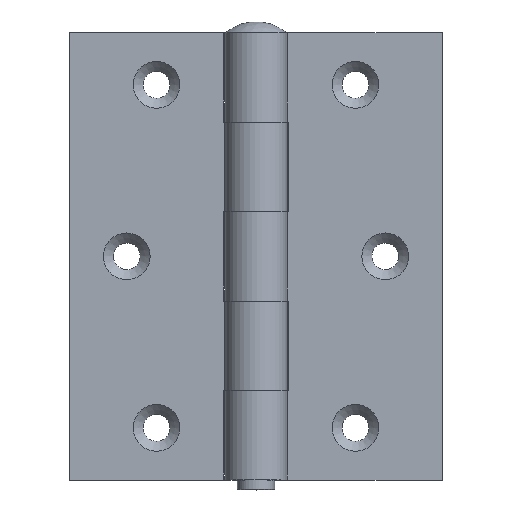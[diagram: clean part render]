
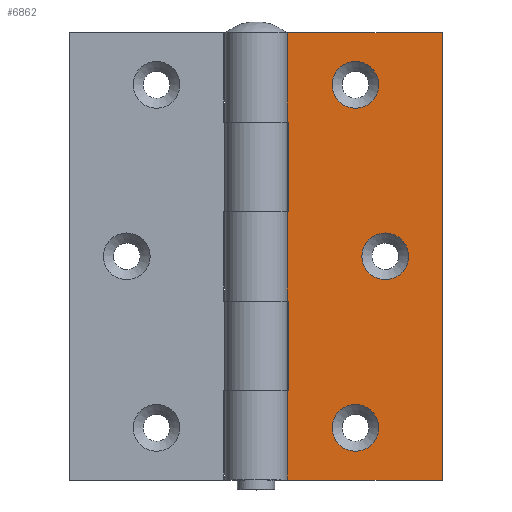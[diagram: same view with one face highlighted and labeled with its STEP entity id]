
A CAD part, top view. The second image highlights one B-rep face of the part: STEP entity #6862.
In plain terms, the highlighted planar face has unit normal (0, 0, 1).
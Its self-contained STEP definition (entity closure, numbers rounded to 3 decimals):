
#79 = DIRECTION ( 'NONE',  ( -1., 0., 0. ) ) ;
#165 = DIRECTION ( 'NONE',  ( 1., 0., 0. ) ) ;
#166 = EDGE_CURVE ( 'NONE', #7276, #7276, #7582, .T. ) ;
#262 = VECTOR ( 'NONE', #3747, 1000. ) ;
#459 = EDGE_CURVE ( 'NONE', #1449, #11245, #12050, .T. ) ;
#510 = CARTESIAN_POINT ( 'NONE',  ( -37.5, -9., -1.25 ) ) ;
#631 = CARTESIAN_POINT ( 'NONE',  ( -30.7, 0., -1.25 ) ) ;
#843 = VERTEX_POINT ( 'NONE', #9953 ) ;
#858 = VECTOR ( 'NONE', #1093, 1000. ) ;
#997 = VECTOR ( 'NONE', #5682, 1000. ) ;
#1024 = CARTESIAN_POINT ( 'NONE',  ( -6.124, 45., -1.25 ) ) ;
#1093 = DIRECTION ( 'NONE',  ( 1., 0., 0. ) ) ;
#1105 = VERTEX_POINT ( 'NONE', #4892 ) ;
#1108 = EDGE_CURVE ( 'NONE', #5659, #1105, #4376, .T. ) ;
#1189 = CARTESIAN_POINT ( 'NONE',  ( -37.5, -45., -1.25 ) ) ;
#1365 = CARTESIAN_POINT ( 'NONE',  ( -37.5, 45., -1.25 ) ) ;
#1425 = DIRECTION ( 'NONE',  ( 0., 0., -1. ) ) ;
#1449 = VERTEX_POINT ( 'NONE', #2702 ) ;
#1495 = ORIENTED_EDGE ( 'NONE', *, *, #6835, .F. ) ;
#1503 = EDGE_CURVE ( 'NONE', #1449, #6710, #9335, .T. ) ;
#1689 = ORIENTED_EDGE ( 'NONE', *, *, #4079, .T. ) ;
#1755 = ORIENTED_EDGE ( 'NONE', *, *, #9719, .T. ) ;
#1875 = VERTEX_POINT ( 'NONE', #2625 ) ;
#2009 = CARTESIAN_POINT ( 'NONE',  ( -37.5, 9., -1.25 ) ) ;
#2027 = VECTOR ( 'NONE', #3997, 1000. ) ;
#2091 = VECTOR ( 'NONE', #79, 1000. ) ;
#2237 = DIRECTION ( 'NONE',  ( 0., -1., 0. ) ) ;
#2298 = ORIENTED_EDGE ( 'NONE', *, *, #166, .T. ) ;
#2356 = CARTESIAN_POINT ( 'NONE',  ( -6.5, 45., -1.25 ) ) ;
#2516 = LINE ( 'NONE', #12027, #8386 ) ;
#2580 = CARTESIAN_POINT ( 'NONE',  ( -24.7, -34.5, -1.25 ) ) ;
#2625 = CARTESIAN_POINT ( 'NONE',  ( -24.7, 34.5, -1.25 ) ) ;
#2702 = CARTESIAN_POINT ( 'NONE',  ( -37.5, 45., -1.25 ) ) ;
#2731 = VECTOR ( 'NONE', #4586, 1000. ) ;
#2732 = CARTESIAN_POINT ( 'NONE',  ( -20., 34.5, -1.25 ) ) ;
#2770 = ORIENTED_EDGE ( 'NONE', *, *, #7761, .F. ) ;
#2821 = ORIENTED_EDGE ( 'NONE', *, *, #8966, .T. ) ;
#2923 = LINE ( 'NONE', #510, #3522 ) ;
#3134 = EDGE_CURVE ( 'NONE', #5159, #5159, #3162, .T. ) ;
#3135 = FACE_BOUND ( 'NONE', #9394, .T. ) ;
#3162 = CIRCLE ( 'NONE', #9046, 4.7 ) ;
#3299 = CARTESIAN_POINT ( 'NONE',  ( -26., 0., -1.25 ) ) ;
#3402 = CARTESIAN_POINT ( 'NONE',  ( -6.5, -9., -1.25 ) ) ;
#3415 = ORIENTED_EDGE ( 'NONE', *, *, #1503, .F. ) ;
#3492 = VECTOR ( 'NONE', #8526, 1000. ) ;
#3522 = VECTOR ( 'NONE', #165, 1000. ) ;
#3747 = DIRECTION ( 'NONE',  ( 0., -1., 0. ) ) ;
#3815 = CARTESIAN_POINT ( 'NONE',  ( -37.5, -45., -1.25 ) ) ;
#3927 = DIRECTION ( 'NONE',  ( 0., -1., 0. ) ) ;
#3997 = DIRECTION ( 'NONE',  ( 1., 0., 0. ) ) ;
#4079 = EDGE_CURVE ( 'NONE', #1875, #1875, #5244, .T. ) ;
#4165 = DIRECTION ( 'NONE',  ( -1., 0., 0. ) ) ;
#4376 = LINE ( 'NONE', #8647, #10387 ) ;
#4385 = DIRECTION ( 'NONE',  ( 0., -1., 0. ) ) ;
#4409 = ORIENTED_EDGE ( 'NONE', *, *, #10143, .T. ) ;
#4512 = CARTESIAN_POINT ( 'NONE',  ( -6.124, -27., -1.25 ) ) ;
#4552 = LINE ( 'NONE', #9778, #2027 ) ;
#4586 = DIRECTION ( 'NONE',  ( 1., 0., 0. ) ) ;
#4808 = AXIS2_PLACEMENT_3D ( 'NONE', #1365, #8088, #4165 ) ;
#4892 = CARTESIAN_POINT ( 'NONE',  ( -6.124, -45., -1.25 ) ) ;
#5159 = VERTEX_POINT ( 'NONE', #631 ) ;
#5244 = CIRCLE ( 'NONE', #10825, 4.7 ) ;
#5258 = CARTESIAN_POINT ( 'NONE',  ( -6.5, 27., -1.25 ) ) ;
#5352 = ORIENTED_EDGE ( 'NONE', *, *, #11169, .F. ) ;
#5369 = VECTOR ( 'NONE', #2237, 1000. ) ;
#5474 = CARTESIAN_POINT ( 'NONE',  ( -6.124, 27., -1.25 ) ) ;
#5541 = DIRECTION ( 'NONE',  ( 1., 0., 0. ) ) ;
#5595 = CARTESIAN_POINT ( 'NONE',  ( -6.5, 9., -1.25 ) ) ;
#5659 = VERTEX_POINT ( 'NONE', #4512 ) ;
#5676 = LINE ( 'NONE', #2009, #2091 ) ;
#5682 = DIRECTION ( 'NONE',  ( 0., 1., 0. ) ) ;
#6150 = FACE_OUTER_BOUND ( 'NONE', #9714, .T. ) ;
#6255 = CARTESIAN_POINT ( 'NONE',  ( -6.5, -27., -1.25 ) ) ;
#6452 = ORIENTED_EDGE ( 'NONE', *, *, #3134, .T. ) ;
#6527 = EDGE_CURVE ( 'NONE', #7464, #7807, #5676, .T. ) ;
#6610 = ORIENTED_EDGE ( 'NONE', *, *, #459, .T. ) ;
#6639 = DIRECTION ( 'NONE',  ( -1., 0., 0. ) ) ;
#6710 = VERTEX_POINT ( 'NONE', #10718 ) ;
#6835 = EDGE_CURVE ( 'NONE', #10371, #8337, #10177, .T. ) ;
#6862 = ADVANCED_FACE ( 'NONE', ( #3135, #10946, #8700, #6150 ), #9908, .F. ) ;
#7209 = DIRECTION ( 'NONE',  ( -1., 0., 0. ) ) ;
#7276 = VERTEX_POINT ( 'NONE', #2580 ) ;
#7299 = LINE ( 'NONE', #9401, #10887 ) ;
#7394 = CARTESIAN_POINT ( 'NONE',  ( -6.124, 9., -1.25 ) ) ;
#7464 = VERTEX_POINT ( 'NONE', #7394 ) ;
#7576 = DIRECTION ( 'NONE',  ( 0., 0., -1. ) ) ;
#7582 = CIRCLE ( 'NONE', #8178, 4.7 ) ;
#7598 = CARTESIAN_POINT ( 'NONE',  ( -37.5, 45., -1.25 ) ) ;
#7604 = CARTESIAN_POINT ( 'NONE',  ( -6.5, 45., -1.25 ) ) ;
#7663 = DIRECTION ( 'NONE',  ( 0., 0., -1. ) ) ;
#7698 = CARTESIAN_POINT ( 'NONE',  ( -20., -34.5, -1.25 ) ) ;
#7761 = EDGE_CURVE ( 'NONE', #6710, #8575, #2516, .T. ) ;
#7768 = LINE ( 'NONE', #3815, #858 ) ;
#7807 = VERTEX_POINT ( 'NONE', #5595 ) ;
#8088 = DIRECTION ( 'NONE',  ( 0., 0., -1. ) ) ;
#8127 = VERTEX_POINT ( 'NONE', #5258 ) ;
#8178 = AXIS2_PLACEMENT_3D ( 'NONE', #7698, #7576, #6639 ) ;
#8337 = VERTEX_POINT ( 'NONE', #6255 ) ;
#8366 = EDGE_CURVE ( 'NONE', #7464, #843, #9548, .T. ) ;
#8386 = VECTOR ( 'NONE', #4385, 1000. ) ;
#8526 = DIRECTION ( 'NONE',  ( 0., -1., 0. ) ) ;
#8541 = DIRECTION ( 'NONE',  ( -1., 0., 0. ) ) ;
#8575 = VERTEX_POINT ( 'NONE', #5474 ) ;
#8647 = CARTESIAN_POINT ( 'NONE',  ( -6.124, 45., -1.25 ) ) ;
#8700 = FACE_BOUND ( 'NONE', #8814, .T. ) ;
#8814 = EDGE_LOOP ( 'NONE', ( #6452 ) ) ;
#8966 = EDGE_CURVE ( 'NONE', #11245, #1105, #7768, .T. ) ;
#9046 = AXIS2_PLACEMENT_3D ( 'NONE', #3299, #1425, #7209 ) ;
#9335 = LINE ( 'NONE', #7598, #2731 ) ;
#9394 = EDGE_LOOP ( 'NONE', ( #1689 ) ) ;
#9401 = CARTESIAN_POINT ( 'NONE',  ( -37.5, 27., -1.25 ) ) ;
#9548 = LINE ( 'NONE', #1024, #262 ) ;
#9684 = LINE ( 'NONE', #7604, #997 ) ;
#9714 = EDGE_LOOP ( 'NONE', ( #5352, #1495, #11028, #10978, #12000, #1755, #4409, #2770, #3415, #6610, #2821, #10512 ) ) ;
#9719 = EDGE_CURVE ( 'NONE', #7807, #8127, #9684, .T. ) ;
#9762 = EDGE_LOOP ( 'NONE', ( #2298 ) ) ;
#9778 = CARTESIAN_POINT ( 'NONE',  ( -37.5, -27., -1.25 ) ) ;
#9908 = PLANE ( 'NONE',  #4808 ) ;
#9953 = CARTESIAN_POINT ( 'NONE',  ( -6.124, -9., -1.25 ) ) ;
#10094 = CARTESIAN_POINT ( 'NONE',  ( -37.5, 45., -1.25 ) ) ;
#10143 = EDGE_CURVE ( 'NONE', #8127, #8575, #7299, .T. ) ;
#10177 = LINE ( 'NONE', #2356, #5369 ) ;
#10371 = VERTEX_POINT ( 'NONE', #3402 ) ;
#10387 = VECTOR ( 'NONE', #3927, 1000. ) ;
#10512 = ORIENTED_EDGE ( 'NONE', *, *, #1108, .F. ) ;
#10718 = CARTESIAN_POINT ( 'NONE',  ( -6.124, 45., -1.25 ) ) ;
#10825 = AXIS2_PLACEMENT_3D ( 'NONE', #2732, #7663, #8541 ) ;
#10887 = VECTOR ( 'NONE', #5541, 1000. ) ;
#10946 = FACE_BOUND ( 'NONE', #9762, .T. ) ;
#10978 = ORIENTED_EDGE ( 'NONE', *, *, #8366, .F. ) ;
#11028 = ORIENTED_EDGE ( 'NONE', *, *, #11747, .T. ) ;
#11169 = EDGE_CURVE ( 'NONE', #8337, #5659, #4552, .T. ) ;
#11245 = VERTEX_POINT ( 'NONE', #1189 ) ;
#11747 = EDGE_CURVE ( 'NONE', #10371, #843, #2923, .T. ) ;
#12000 = ORIENTED_EDGE ( 'NONE', *, *, #6527, .T. ) ;
#12027 = CARTESIAN_POINT ( 'NONE',  ( -6.124, 45., -1.25 ) ) ;
#12050 = LINE ( 'NONE', #10094, #3492 ) ;
